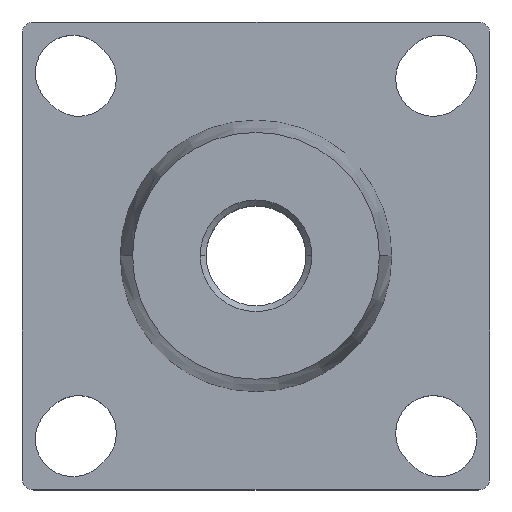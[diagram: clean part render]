
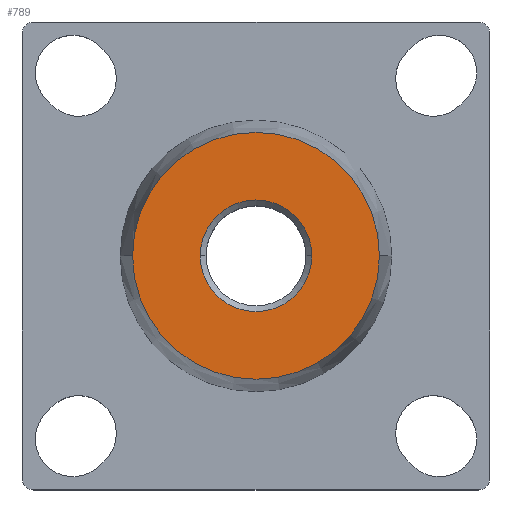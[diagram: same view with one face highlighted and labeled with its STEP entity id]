
A CAD part, top view. The second image highlights one B-rep face of the part: STEP entity #789.
In plain terms, the highlighted planar face has unit normal (0, 0, 1).
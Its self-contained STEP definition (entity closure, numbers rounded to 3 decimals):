
#29 = VERTEX_POINT ( 'NONE', #416 ) ;
#39 = VERTEX_POINT ( 'NONE', #1886 ) ;
#153 = DIRECTION ( 'NONE',  ( 0., 0., -1. ) ) ;
#230 = CIRCLE ( 'NONE', #1773, 10.5 ) ;
#269 = ORIENTED_EDGE ( 'NONE', *, *, #712, .T. ) ;
#286 = CARTESIAN_POINT ( 'NONE',  ( 19.9, 19.9, 12. ) ) ;
#305 = DIRECTION ( 'NONE',  ( 1., 0., 0. ) ) ;
#320 = CIRCLE ( 'NONE', #1550, 10.5 ) ;
#416 = CARTESIAN_POINT ( 'NONE',  ( 15.15, 19.9, 12. ) ) ;
#422 = ORIENTED_EDGE ( 'NONE', *, *, #2096, .T. ) ;
#476 = ORIENTED_EDGE ( 'NONE', *, *, #1460, .T. ) ;
#558 = ORIENTED_EDGE ( 'NONE', *, *, #1591, .T. ) ;
#667 = CARTESIAN_POINT ( 'NONE',  ( 19.9, 19.9, 12. ) ) ;
#674 = DIRECTION ( 'NONE',  ( 1., 0., 0. ) ) ;
#712 = EDGE_CURVE ( 'NONE', #1329, #1890, #320, .T. ) ;
#789 = ADVANCED_FACE ( 'NONE', ( #1605, #1001 ), #1013, .T. ) ;
#797 = DIRECTION ( 'NONE',  ( 0., 0., 1. ) ) ;
#871 = DIRECTION ( 'NONE',  ( 1., 0., 0. ) ) ;
#906 = DIRECTION ( 'NONE',  ( 0., 0., 1. ) ) ;
#949 = EDGE_LOOP ( 'NONE', ( #558, #269 ) ) ;
#1001 = FACE_OUTER_BOUND ( 'NONE', #949, .T. ) ;
#1004 = DIRECTION ( 'NONE',  ( 1., 0., 0. ) ) ;
#1013 = PLANE ( 'NONE',  #1371 ) ;
#1041 = DIRECTION ( 'NONE',  ( 0., 0., -1. ) ) ;
#1329 = VERTEX_POINT ( 'NONE', #1633 ) ;
#1371 = AXIS2_PLACEMENT_3D ( 'NONE', #667, #1943, #674 ) ;
#1398 = DIRECTION ( 'NONE',  ( 1., 0., 0. ) ) ;
#1410 = AXIS2_PLACEMENT_3D ( 'NONE', #1789, #153, #1004 ) ;
#1460 = EDGE_CURVE ( 'NONE', #39, #29, #1823, .T. ) ;
#1486 = CARTESIAN_POINT ( 'NONE',  ( 9.4, 19.9, 12. ) ) ;
#1495 = AXIS2_PLACEMENT_3D ( 'NONE', #1672, #1041, #871 ) ;
#1544 = CIRCLE ( 'NONE', #1410, 4.75 ) ;
#1550 = AXIS2_PLACEMENT_3D ( 'NONE', #286, #797, #305 ) ;
#1590 = EDGE_LOOP ( 'NONE', ( #476, #422 ) ) ;
#1591 = EDGE_CURVE ( 'NONE', #1890, #1329, #230, .T. ) ;
#1605 = FACE_BOUND ( 'NONE', #1590, .T. ) ;
#1633 = CARTESIAN_POINT ( 'NONE',  ( 30.4, 19.9, 12. ) ) ;
#1672 = CARTESIAN_POINT ( 'NONE',  ( 19.9, 19.9, 12. ) ) ;
#1773 = AXIS2_PLACEMENT_3D ( 'NONE', #2047, #906, #1398 ) ;
#1789 = CARTESIAN_POINT ( 'NONE',  ( 19.9, 19.9, 12. ) ) ;
#1823 = CIRCLE ( 'NONE', #1495, 4.75 ) ;
#1886 = CARTESIAN_POINT ( 'NONE',  ( 24.65, 19.9, 12. ) ) ;
#1890 = VERTEX_POINT ( 'NONE', #1486 ) ;
#1943 = DIRECTION ( 'NONE',  ( 0., 0., 1. ) ) ;
#2047 = CARTESIAN_POINT ( 'NONE',  ( 19.9, 19.9, 12. ) ) ;
#2096 = EDGE_CURVE ( 'NONE', #29, #39, #1544, .T. ) ;
